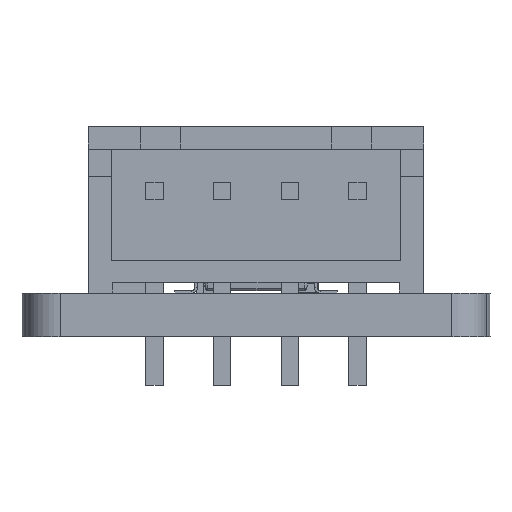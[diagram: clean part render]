
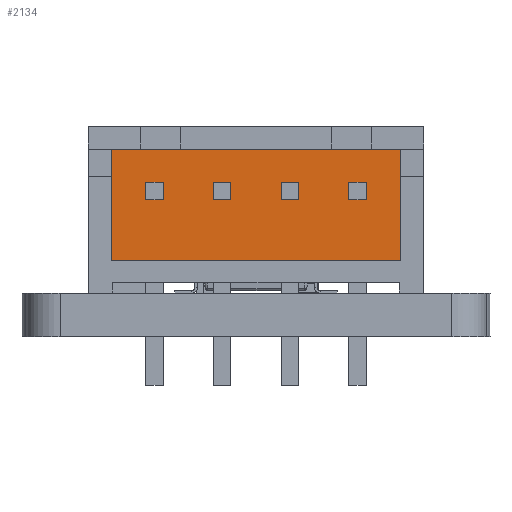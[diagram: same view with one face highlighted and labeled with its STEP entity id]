
A CAD part, front view. The second image highlights one B-rep face of the part: STEP entity #2134.
In plain terms, the highlighted face is planar.
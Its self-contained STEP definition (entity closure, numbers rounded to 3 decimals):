
#1491 = VERTEX_POINT('',#1492);
#1492 = CARTESIAN_POINT('',(-5.35,5.325,1.05));
#1498 = EDGE_CURVE('',#1499,#1491,#1501,.T.);
#1499 = VERTEX_POINT('',#1500);
#1500 = CARTESIAN_POINT('',(5.35,5.325,1.05));
#1501 = LINE('',#1502,#1503);
#1502 = CARTESIAN_POINT('',(5.35,5.325,1.05));
#1503 = VECTOR('',#1504,1.);
#1504 = DIRECTION('',(-1.,0.,0.));
#2044 = EDGE_CURVE('',#2045,#1499,#2047,.T.);
#2045 = VERTEX_POINT('',#2046);
#2046 = CARTESIAN_POINT('',(5.35,1.225,1.05));
#2047 = LINE('',#2048,#2049);
#2048 = CARTESIAN_POINT('',(5.35,5.325,1.05));
#2049 = VECTOR('',#2050,1.);
#2050 = DIRECTION('',(0.,1.,0.));
#2097 = VERTEX_POINT('',#2098);
#2098 = CARTESIAN_POINT('',(-5.35,1.225,1.05));
#2104 = EDGE_CURVE('',#1491,#2097,#2105,.T.);
#2105 = LINE('',#2106,#2107);
#2106 = CARTESIAN_POINT('',(-5.35,5.325,1.05));
#2107 = VECTOR('',#2108,1.);
#2108 = DIRECTION('',(0.,-1.,0.));
#2134 = ADVANCED_FACE('',(#2135,#2169,#2203,#2214,#2248),#2282,.F.);
#2135 = FACE_BOUND('',#2136,.T.);
#2136 = EDGE_LOOP('',(#2137,#2147,#2155,#2163));
#2137 = ORIENTED_EDGE('',*,*,#2138,.F.);
#2138 = EDGE_CURVE('',#2139,#2141,#2143,.T.);
#2139 = VERTEX_POINT('',#2140);
#2140 = CARTESIAN_POINT('',(1.57,3.455,1.05));
#2141 = VERTEX_POINT('',#2142);
#2142 = CARTESIAN_POINT('',(1.57,4.095,1.05));
#2143 = LINE('',#2144,#2145);
#2144 = CARTESIAN_POINT('',(1.57,4.095,1.05));
#2145 = VECTOR('',#2146,1.);
#2146 = DIRECTION('',(0.,1.,0.));
#2147 = ORIENTED_EDGE('',*,*,#2148,.F.);
#2148 = EDGE_CURVE('',#2149,#2139,#2151,.T.);
#2149 = VERTEX_POINT('',#2150);
#2150 = CARTESIAN_POINT('',(0.93,3.455,1.05));
#2151 = LINE('',#2152,#2153);
#2152 = CARTESIAN_POINT('',(1.57,3.455,1.05));
#2153 = VECTOR('',#2154,1.);
#2154 = DIRECTION('',(1.,0.,0.));
#2155 = ORIENTED_EDGE('',*,*,#2156,.F.);
#2156 = EDGE_CURVE('',#2157,#2149,#2159,.T.);
#2157 = VERTEX_POINT('',#2158);
#2158 = CARTESIAN_POINT('',(0.93,4.095,1.05));
#2159 = LINE('',#2160,#2161);
#2160 = CARTESIAN_POINT('',(0.93,4.095,1.05));
#2161 = VECTOR('',#2162,1.);
#2162 = DIRECTION('',(0.,-1.,0.));
#2163 = ORIENTED_EDGE('',*,*,#2164,.F.);
#2164 = EDGE_CURVE('',#2141,#2157,#2165,.T.);
#2165 = LINE('',#2166,#2167);
#2166 = CARTESIAN_POINT('',(1.57,4.095,1.05));
#2167 = VECTOR('',#2168,1.);
#2168 = DIRECTION('',(-1.,0.,0.));
#2169 = FACE_BOUND('',#2170,.T.);
#2170 = EDGE_LOOP('',(#2171,#2181,#2189,#2197));
#2171 = ORIENTED_EDGE('',*,*,#2172,.F.);
#2172 = EDGE_CURVE('',#2173,#2175,#2177,.T.);
#2173 = VERTEX_POINT('',#2174);
#2174 = CARTESIAN_POINT('',(-3.43,3.455,1.05));
#2175 = VERTEX_POINT('',#2176);
#2176 = CARTESIAN_POINT('',(-3.43,4.095,1.05));
#2177 = LINE('',#2178,#2179);
#2178 = CARTESIAN_POINT('',(-3.43,4.095,1.05));
#2179 = VECTOR('',#2180,1.);
#2180 = DIRECTION('',(0.,1.,0.));
#2181 = ORIENTED_EDGE('',*,*,#2182,.F.);
#2182 = EDGE_CURVE('',#2183,#2173,#2185,.T.);
#2183 = VERTEX_POINT('',#2184);
#2184 = CARTESIAN_POINT('',(-4.07,3.455,1.05));
#2185 = LINE('',#2186,#2187);
#2186 = CARTESIAN_POINT('',(-3.43,3.455,1.05));
#2187 = VECTOR('',#2188,1.);
#2188 = DIRECTION('',(1.,0.,0.));
#2189 = ORIENTED_EDGE('',*,*,#2190,.F.);
#2190 = EDGE_CURVE('',#2191,#2183,#2193,.T.);
#2191 = VERTEX_POINT('',#2192);
#2192 = CARTESIAN_POINT('',(-4.07,4.095,1.05));
#2193 = LINE('',#2194,#2195);
#2194 = CARTESIAN_POINT('',(-4.07,4.095,1.05));
#2195 = VECTOR('',#2196,1.);
#2196 = DIRECTION('',(0.,-1.,0.));
#2197 = ORIENTED_EDGE('',*,*,#2198,.F.);
#2198 = EDGE_CURVE('',#2175,#2191,#2199,.T.);
#2199 = LINE('',#2200,#2201);
#2200 = CARTESIAN_POINT('',(-3.43,4.095,1.05));
#2201 = VECTOR('',#2202,1.);
#2202 = DIRECTION('',(-1.,0.,0.));
#2203 = FACE_BOUND('',#2204,.T.);
#2204 = EDGE_LOOP('',(#2205,#2206,#2207,#2208));
#2205 = ORIENTED_EDGE('',*,*,#2044,.T.);
#2206 = ORIENTED_EDGE('',*,*,#1498,.T.);
#2207 = ORIENTED_EDGE('',*,*,#2104,.T.);
#2208 = ORIENTED_EDGE('',*,*,#2209,.T.);
#2209 = EDGE_CURVE('',#2097,#2045,#2210,.T.);
#2210 = LINE('',#2211,#2212);
#2211 = CARTESIAN_POINT('',(5.35,1.225,1.05));
#2212 = VECTOR('',#2213,1.);
#2213 = DIRECTION('',(1.,0.,0.));
#2214 = FACE_BOUND('',#2215,.T.);
#2215 = EDGE_LOOP('',(#2216,#2226,#2234,#2242));
#2216 = ORIENTED_EDGE('',*,*,#2217,.F.);
#2217 = EDGE_CURVE('',#2218,#2220,#2222,.T.);
#2218 = VERTEX_POINT('',#2219);
#2219 = CARTESIAN_POINT('',(-0.93,3.455,1.05));
#2220 = VERTEX_POINT('',#2221);
#2221 = CARTESIAN_POINT('',(-0.93,4.095,1.05));
#2222 = LINE('',#2223,#2224);
#2223 = CARTESIAN_POINT('',(-0.93,4.095,1.05));
#2224 = VECTOR('',#2225,1.);
#2225 = DIRECTION('',(0.,1.,0.));
#2226 = ORIENTED_EDGE('',*,*,#2227,.F.);
#2227 = EDGE_CURVE('',#2228,#2218,#2230,.T.);
#2228 = VERTEX_POINT('',#2229);
#2229 = CARTESIAN_POINT('',(-1.57,3.455,1.05));
#2230 = LINE('',#2231,#2232);
#2231 = CARTESIAN_POINT('',(-0.93,3.455,1.05));
#2232 = VECTOR('',#2233,1.);
#2233 = DIRECTION('',(1.,0.,0.));
#2234 = ORIENTED_EDGE('',*,*,#2235,.F.);
#2235 = EDGE_CURVE('',#2236,#2228,#2238,.T.);
#2236 = VERTEX_POINT('',#2237);
#2237 = CARTESIAN_POINT('',(-1.57,4.095,1.05));
#2238 = LINE('',#2239,#2240);
#2239 = CARTESIAN_POINT('',(-1.57,4.095,1.05));
#2240 = VECTOR('',#2241,1.);
#2241 = DIRECTION('',(0.,-1.,0.));
#2242 = ORIENTED_EDGE('',*,*,#2243,.F.);
#2243 = EDGE_CURVE('',#2220,#2236,#2244,.T.);
#2244 = LINE('',#2245,#2246);
#2245 = CARTESIAN_POINT('',(-0.93,4.095,1.05));
#2246 = VECTOR('',#2247,1.);
#2247 = DIRECTION('',(-1.,0.,0.));
#2248 = FACE_BOUND('',#2249,.T.);
#2249 = EDGE_LOOP('',(#2250,#2260,#2268,#2276));
#2250 = ORIENTED_EDGE('',*,*,#2251,.F.);
#2251 = EDGE_CURVE('',#2252,#2254,#2256,.T.);
#2252 = VERTEX_POINT('',#2253);
#2253 = CARTESIAN_POINT('',(4.07,3.455,1.05));
#2254 = VERTEX_POINT('',#2255);
#2255 = CARTESIAN_POINT('',(4.07,4.095,1.05));
#2256 = LINE('',#2257,#2258);
#2257 = CARTESIAN_POINT('',(4.07,4.095,1.05));
#2258 = VECTOR('',#2259,1.);
#2259 = DIRECTION('',(0.,1.,0.));
#2260 = ORIENTED_EDGE('',*,*,#2261,.F.);
#2261 = EDGE_CURVE('',#2262,#2252,#2264,.T.);
#2262 = VERTEX_POINT('',#2263);
#2263 = CARTESIAN_POINT('',(3.43,3.455,1.05));
#2264 = LINE('',#2265,#2266);
#2265 = CARTESIAN_POINT('',(4.07,3.455,1.05));
#2266 = VECTOR('',#2267,1.);
#2267 = DIRECTION('',(1.,0.,0.));
#2268 = ORIENTED_EDGE('',*,*,#2269,.F.);
#2269 = EDGE_CURVE('',#2270,#2262,#2272,.T.);
#2270 = VERTEX_POINT('',#2271);
#2271 = CARTESIAN_POINT('',(3.43,4.095,1.05));
#2272 = LINE('',#2273,#2274);
#2273 = CARTESIAN_POINT('',(3.43,4.095,1.05));
#2274 = VECTOR('',#2275,1.);
#2275 = DIRECTION('',(0.,-1.,0.));
#2276 = ORIENTED_EDGE('',*,*,#2277,.F.);
#2277 = EDGE_CURVE('',#2254,#2270,#2278,.T.);
#2278 = LINE('',#2279,#2280);
#2279 = CARTESIAN_POINT('',(4.07,4.095,1.05));
#2280 = VECTOR('',#2281,1.);
#2281 = DIRECTION('',(-1.,0.,0.));
#2282 = PLANE('',#2283);
#2283 = AXIS2_PLACEMENT_3D('',#2284,#2285,#2286);
#2284 = CARTESIAN_POINT('',(5.35,1.225,1.05));
#2285 = DIRECTION('',(0.,0.,-1.));
#2286 = DIRECTION('',(0.,-1.,0.));
